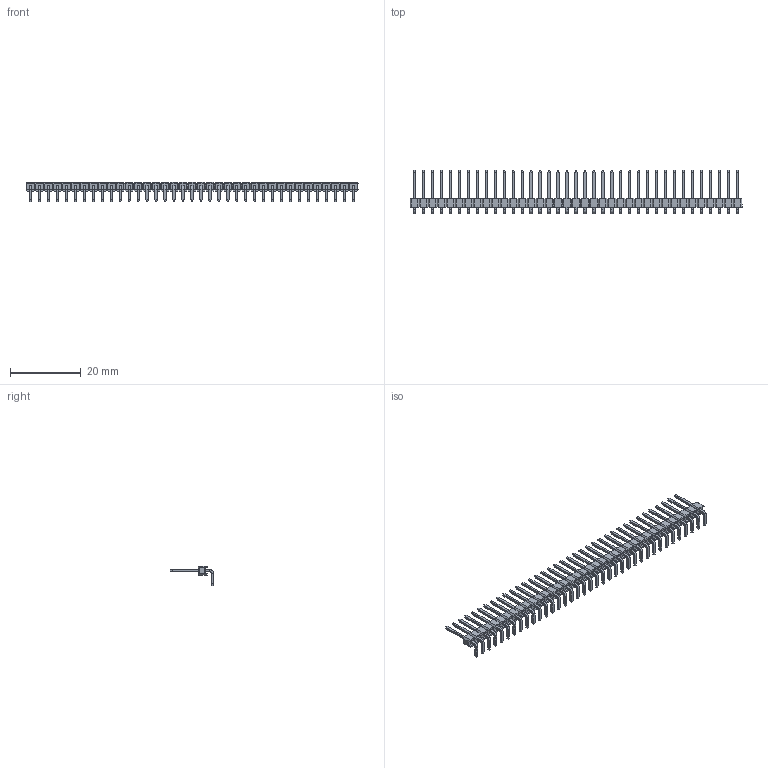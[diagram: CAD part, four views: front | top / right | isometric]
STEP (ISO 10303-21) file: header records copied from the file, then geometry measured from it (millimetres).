
FILE_DESCRIPTION (( 'STEP AP214' ), '1' );
FILE_NAME ('1x37 Male Pin Header Angle.STEP', '2021-11-12T11:27:46', ( 'M.B.I.' ), ( '' ), 'SwSTEP 2.0', '', '' );
FILE_SCHEMA (( 'AUTOMOTIVE_DESIGN' ));
Length unit declared in the file: millimetre
Products named in the file (1): 1x37 Male Pin Header Angle
Bounding box: 93.98 x 12.36 x 5.5 mm (x, y, z)
Volume: 681.8 mm3; surface area: 2877.2 mm2
Topology: 55 solids, 55 shells, 1846 faces, 4470 edges, 2734 vertices
Faces by surface type: plane 1772, cylinder 74
Entity records: 52566 total; most frequent: CARTESIAN_POINT 9051, ORIENTED_EDGE 8940, DIRECTION 8312, EDGE_CURVE 4470, VECTOR 4322, LINE 4322, VERTEX_POINT 2734, AXIS2_PLACEMENT_3D 1995
